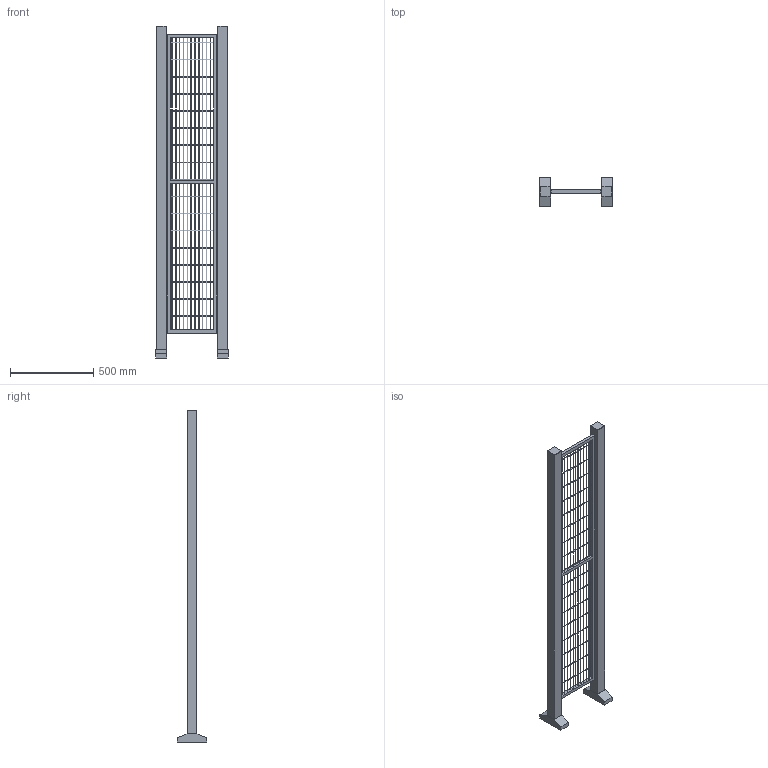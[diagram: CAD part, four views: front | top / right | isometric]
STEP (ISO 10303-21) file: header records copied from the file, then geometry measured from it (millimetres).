
FILE_DESCRIPTION(/* description */ (''),/* implementation_level */ '2;1');
FILE_NAME(/* name */ 'GSAA300_20210628.stp',/* time_stamp */ '2021-06-28T16:43:26+09:00',/* author */ (''),/* organization */ (''),/* preprocessor_version */ 'ST-DEVELOPER v16.7',/* originating_system */ 'SIEMENS PLM Software NX 12.0',/* authorisation */ '');
FILE_SCHEMA (('AUTOMOTIVE_DESIGN { 1 0 10303 214 3 1 1 1 }'));
Length unit declared in the file: millimetre
Products named in the file (3): post_3; GSAA300_1; GSAA300_202104
Assembly tree (3 placements, depth 2):
  GSAA300_202104
    GSAA300_1
    post_3  x2
Bounding box: 438 x 180 x 2000 mm (x, y, z)
Volume: 16978049.6 mm3; surface area: 1625981.4 mm2
Topology: 33 solids, 33 shells, 156 faces, 260 edges, 174 vertices
Faces by surface type: plane 118, cylinder 38
Full cylindrical faces by diameter (mm): 3 x30
Entity records: 2896 total; most frequent: DIRECTION 490, CARTESIAN_POINT 420, ORIENTED_EDGE 324, AXIS2_PLACEMENT_3D 198, EDGE_LOOP 170, EDGE_CURVE 162, VERTEX_POINT 128, ADVANCED_FACE 126
